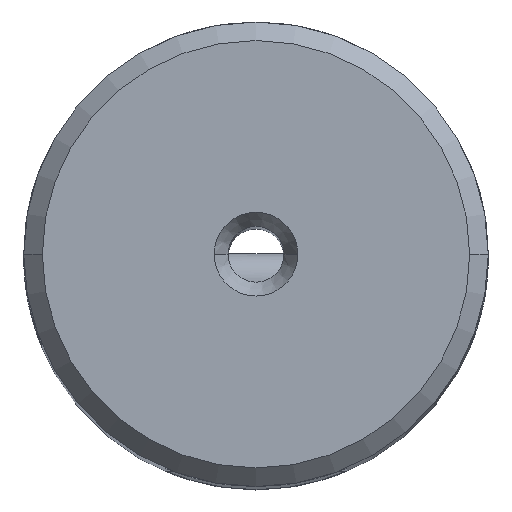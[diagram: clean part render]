
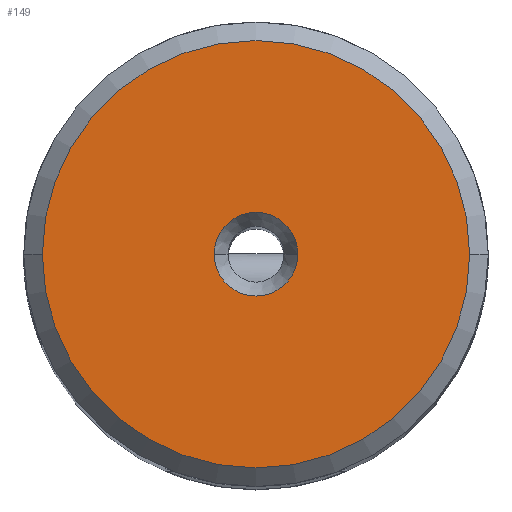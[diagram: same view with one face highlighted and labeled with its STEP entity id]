
A CAD part, top view. The second image highlights one B-rep face of the part: STEP entity #149.
In plain terms, the highlighted planar face has unit normal (0, 0, 1).
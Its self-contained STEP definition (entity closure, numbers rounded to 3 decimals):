
#36=PLANE('',#1915);
#60=FACE_BOUND('',#403,.T.);
#61=FACE_BOUND('',#404,.T.);
#149=ADVANCED_FACE('',(#60,#61),#36,.T.);
#403=EDGE_LOOP('',(#863,#864));
#404=EDGE_LOOP('',(#865,#866));
#559=CIRCLE('',#1884,11.493);
#562=CIRCLE('',#1888,2.25);
#572=CIRCLE('',#1912,2.25);
#573=CIRCLE('',#1914,11.493);
#863=ORIENTED_EDGE('',*,*,#1521,.T.);
#864=ORIENTED_EDGE('',*,*,#1445,.T.);
#865=ORIENTED_EDGE('',*,*,#1520,.F.);
#866=ORIENTED_EDGE('',*,*,#1451,.F.);
#1250=VERTEX_POINT('',#3074);
#1251=VERTEX_POINT('',#3075);
#1256=VERTEX_POINT('',#3086);
#1257=VERTEX_POINT('',#3088);
#1445=EDGE_CURVE('',#1250,#1251,#559,.T.);
#1451=EDGE_CURVE('',#1256,#1257,#562,.T.);
#1520=EDGE_CURVE('',#1257,#1256,#572,.T.);
#1521=EDGE_CURVE('',#1251,#1250,#573,.T.);
#1884=AXIS2_PLACEMENT_3D('',#3073,#2177,#2178);
#1888=AXIS2_PLACEMENT_3D('',#3087,#2188,#2189);
#1912=AXIS2_PLACEMENT_3D('',#3385,#2262,#2263);
#1914=AXIS2_PLACEMENT_3D('',#3387,#2266,#2267);
#1915=AXIS2_PLACEMENT_3D('',#3388,#2268,#2269);
#2177=DIRECTION('',(0.,0.,1.));
#2178=DIRECTION('',(1.,0.,0.));
#2188=DIRECTION('',(0.,0.,1.));
#2189=DIRECTION('',(1.,0.,0.));
#2262=DIRECTION('',(0.,0.,1.));
#2263=DIRECTION('',(1.,0.,0.));
#2266=DIRECTION('',(0.,0.,1.));
#2267=DIRECTION('',(1.,0.,0.));
#2268=DIRECTION('',(0.,0.,1.));
#2269=DIRECTION('',(-1.,0.,0.));
#3073=CARTESIAN_POINT('',(0.,0.,0.));
#3074=CARTESIAN_POINT('',(11.493,0.,0.));
#3075=CARTESIAN_POINT('',(-11.493,0.,0.));
#3086=CARTESIAN_POINT('',(-2.25,0.,0.));
#3087=CARTESIAN_POINT('',(0.,0.,0.));
#3088=CARTESIAN_POINT('',(2.25,0.,0.));
#3385=CARTESIAN_POINT('',(0.,0.,0.));
#3387=CARTESIAN_POINT('',(0.,0.,0.));
#3388=CARTESIAN_POINT('',(0.,2.25,0.));
